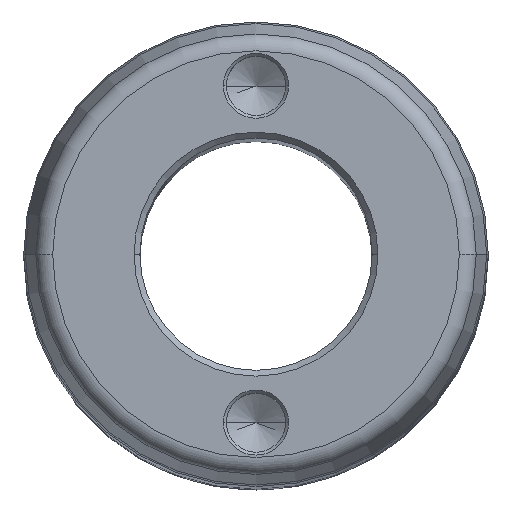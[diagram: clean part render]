
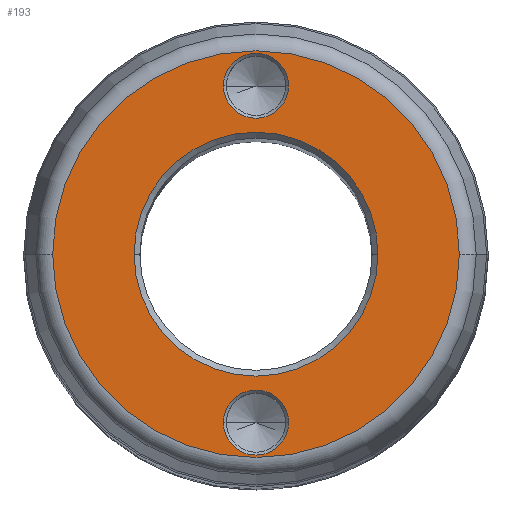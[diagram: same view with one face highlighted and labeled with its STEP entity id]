
A CAD part, top view. The second image highlights one B-rep face of the part: STEP entity #193.
In plain terms, the highlighted planar face has unit normal (0, 0, 1).
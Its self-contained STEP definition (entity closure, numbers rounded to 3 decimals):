
#66 = CIRCLE ( 'NONE', #1073, 21. ) ;
#91 = AXIS2_PLACEMENT_3D ( 'NONE', #1157, #3139, #828 ) ;
#127 = DIRECTION ( 'NONE',  ( 1., 0., 0. ) ) ;
#193 = ADVANCED_FACE ( 'NONE', ( #1405, #2031, #3628, #640 ), #1506, .T. ) ;
#279 = DIRECTION ( 'NONE',  ( 0., 0., 1. ) ) ;
#374 = DIRECTION ( 'NONE',  ( 0., 0., -1. ) ) ;
#438 = DIRECTION ( 'NONE',  ( 1., 0., 0. ) ) ;
#472 = CIRCLE ( 'NONE', #800, 35.019 ) ;
#483 = ORIENTED_EDGE ( 'NONE', *, *, #2291, .T. ) ;
#584 = DIRECTION ( 'NONE',  ( 1., 0., 0. ) ) ;
#594 = EDGE_LOOP ( 'NONE', ( #2292, #2114 ) ) ;
#626 = EDGE_CURVE ( 'NONE', #1593, #1118, #2312, .T. ) ;
#640 = FACE_OUTER_BOUND ( 'NONE', #594, .T. ) ;
#800 = AXIS2_PLACEMENT_3D ( 'NONE', #3427, #279, #1984 ) ;
#828 = DIRECTION ( 'NONE',  ( 1., 0., 0. ) ) ;
#854 = CIRCLE ( 'NONE', #3317, 5.6 ) ;
#900 = CIRCLE ( 'NONE', #1384, 35.019 ) ;
#986 = DIRECTION ( 'NONE',  ( 1., 0., 0. ) ) ;
#1002 = DIRECTION ( 'NONE',  ( 0., 0., -1. ) ) ;
#1013 = CARTESIAN_POINT ( 'NONE',  ( -5.6, -29., 355. ) ) ;
#1025 = VERTEX_POINT ( 'NONE', #1348 ) ;
#1073 = AXIS2_PLACEMENT_3D ( 'NONE', #1837, #1587, #2113 ) ;
#1118 = VERTEX_POINT ( 'NONE', #1297 ) ;
#1141 = VERTEX_POINT ( 'NONE', #3103 ) ;
#1157 = CARTESIAN_POINT ( 'NONE',  ( 0., 0., 355. ) ) ;
#1159 = AXIS2_PLACEMENT_3D ( 'NONE', #2885, #1400, #584 ) ;
#1164 = VERTEX_POINT ( 'NONE', #2577 ) ;
#1183 = ORIENTED_EDGE ( 'NONE', *, *, #3453, .T. ) ;
#1251 = DIRECTION ( 'NONE',  ( 0., 0., -1. ) ) ;
#1274 = VERTEX_POINT ( 'NONE', #3080 ) ;
#1290 = CARTESIAN_POINT ( 'NONE',  ( 0., -29., 355. ) ) ;
#1297 = CARTESIAN_POINT ( 'NONE',  ( 21., 0., 355. ) ) ;
#1348 = CARTESIAN_POINT ( 'NONE',  ( 5.6, 29., 355. ) ) ;
#1384 = AXIS2_PLACEMENT_3D ( 'NONE', #1525, #1826, #438 ) ;
#1400 = DIRECTION ( 'NONE',  ( 0., 0., -1. ) ) ;
#1405 = FACE_BOUND ( 'NONE', #1895, .T. ) ;
#1502 = CARTESIAN_POINT ( 'NONE',  ( 0., 29., 355. ) ) ;
#1506 = PLANE ( 'NONE',  #2991 ) ;
#1525 = CARTESIAN_POINT ( 'NONE',  ( 0., 0., 355. ) ) ;
#1587 = DIRECTION ( 'NONE',  ( 0., 0., -1. ) ) ;
#1593 = VERTEX_POINT ( 'NONE', #2247 ) ;
#1711 = CARTESIAN_POINT ( 'NONE',  ( 5.6, -29., 355. ) ) ;
#1826 = DIRECTION ( 'NONE',  ( 0., 0., 1. ) ) ;
#1835 = EDGE_CURVE ( 'NONE', #1164, #1025, #3075, .T. ) ;
#1837 = CARTESIAN_POINT ( 'NONE',  ( 0., 0., 355. ) ) ;
#1895 = EDGE_LOOP ( 'NONE', ( #483, #1183 ) ) ;
#1984 = DIRECTION ( 'NONE',  ( 1., 0., 0. ) ) ;
#2031 = FACE_BOUND ( 'NONE', #3632, .T. ) ;
#2063 = DIRECTION ( 'NONE',  ( 1., 0., 0. ) ) ;
#2095 = EDGE_CURVE ( 'NONE', #1025, #1164, #3399, .T. ) ;
#2113 = DIRECTION ( 'NONE',  ( 1., 0., 0. ) ) ;
#2114 = ORIENTED_EDGE ( 'NONE', *, *, #2811, .T. ) ;
#2228 = ORIENTED_EDGE ( 'NONE', *, *, #3384, .T. ) ;
#2247 = CARTESIAN_POINT ( 'NONE',  ( -21., 0., 355. ) ) ;
#2291 = EDGE_CURVE ( 'NONE', #2768, #3421, #3159, .T. ) ;
#2292 = ORIENTED_EDGE ( 'NONE', *, *, #3526, .T. ) ;
#2312 = CIRCLE ( 'NONE', #91, 21. ) ;
#2577 = CARTESIAN_POINT ( 'NONE',  ( -5.6, 29., 355. ) ) ;
#2675 = ORIENTED_EDGE ( 'NONE', *, *, #626, .T. ) ;
#2750 = CARTESIAN_POINT ( 'NONE',  ( 0., -29., 355. ) ) ;
#2768 = VERTEX_POINT ( 'NONE', #1711 ) ;
#2811 = EDGE_CURVE ( 'NONE', #1274, #1141, #472, .T. ) ;
#2885 = CARTESIAN_POINT ( 'NONE',  ( 0., 29., 355. ) ) ;
#2940 = DIRECTION ( 'NONE',  ( 1., 0., 0. ) ) ;
#2991 = AXIS2_PLACEMENT_3D ( 'NONE', #3546, #3267, #2063 ) ;
#3075 = CIRCLE ( 'NONE', #1159, 5.6 ) ;
#3080 = CARTESIAN_POINT ( 'NONE',  ( -35.019, 0., 355. ) ) ;
#3103 = CARTESIAN_POINT ( 'NONE',  ( 35.019, 0., 355. ) ) ;
#3139 = DIRECTION ( 'NONE',  ( 0., 0., -1. ) ) ;
#3159 = CIRCLE ( 'NONE', #3411, 5.6 ) ;
#3267 = DIRECTION ( 'NONE',  ( 0., 0., 1. ) ) ;
#3317 = AXIS2_PLACEMENT_3D ( 'NONE', #1290, #1251, #127 ) ;
#3339 = ORIENTED_EDGE ( 'NONE', *, *, #1835, .T. ) ;
#3342 = AXIS2_PLACEMENT_3D ( 'NONE', #1502, #374, #2940 ) ;
#3384 = EDGE_CURVE ( 'NONE', #1118, #1593, #66, .T. ) ;
#3399 = CIRCLE ( 'NONE', #3342, 5.6 ) ;
#3411 = AXIS2_PLACEMENT_3D ( 'NONE', #2750, #1002, #986 ) ;
#3421 = VERTEX_POINT ( 'NONE', #1013 ) ;
#3427 = CARTESIAN_POINT ( 'NONE',  ( 0., 0., 355. ) ) ;
#3453 = EDGE_CURVE ( 'NONE', #3421, #2768, #854, .T. ) ;
#3471 = ORIENTED_EDGE ( 'NONE', *, *, #2095, .T. ) ;
#3526 = EDGE_CURVE ( 'NONE', #1141, #1274, #900, .T. ) ;
#3546 = CARTESIAN_POINT ( 'NONE',  ( 0., 0., 355. ) ) ;
#3628 = FACE_BOUND ( 'NONE', #3665, .T. ) ;
#3632 = EDGE_LOOP ( 'NONE', ( #3471, #3339 ) ) ;
#3665 = EDGE_LOOP ( 'NONE', ( #2228, #2675 ) ) ;
